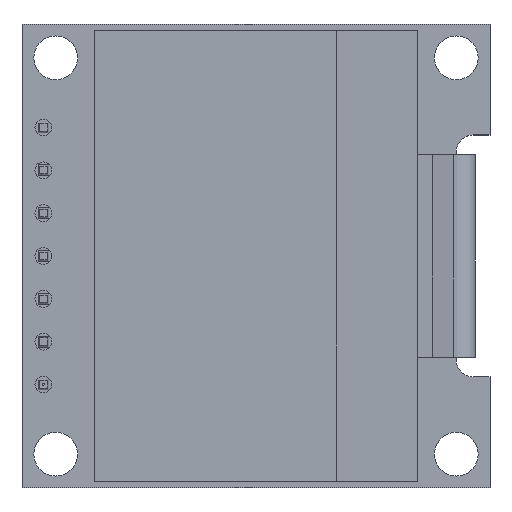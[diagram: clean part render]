
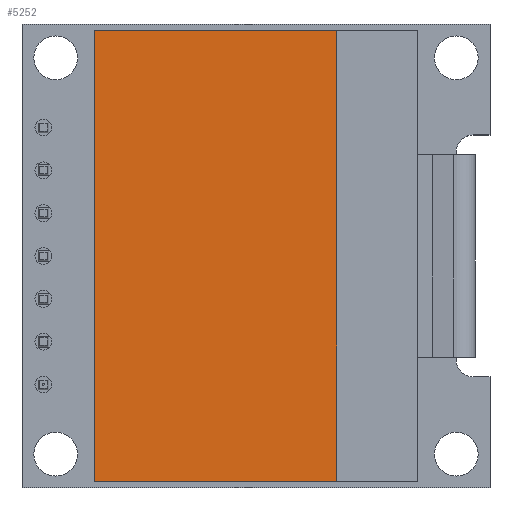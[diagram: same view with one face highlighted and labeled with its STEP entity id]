
A CAD part, top view. The second image highlights one B-rep face of the part: STEP entity #5252.
In plain terms, the highlighted planar face has unit normal (0, 0, 1).
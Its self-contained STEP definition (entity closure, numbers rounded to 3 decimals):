
#372=FACE_OUTER_BOUND('',#661,.T.);
#661=EDGE_LOOP('',(#3544,#3545,#3546,#3547));
#994=LINE('',#7232,#1678);
#996=LINE('',#7236,#1680);
#997=LINE('',#7238,#1681);
#998=LINE('',#7239,#1682);
#1678=VECTOR('',#5899,10.);
#1680=VECTOR('',#5903,10.);
#1681=VECTOR('',#5904,10.);
#1682=VECTOR('',#5905,10.);
#2362=VERTEX_POINT('',#7229);
#2363=VERTEX_POINT('',#7231);
#2364=VERTEX_POINT('',#7235);
#2365=VERTEX_POINT('',#7237);
#2822=EDGE_CURVE('',#2363,#2362,#994,.T.);
#2824=EDGE_CURVE('',#2362,#2364,#996,.T.);
#2825=EDGE_CURVE('',#2364,#2365,#997,.T.);
#2826=EDGE_CURVE('',#2365,#2363,#998,.T.);
#3544=ORIENTED_EDGE('',*,*,#2822,.T.);
#3545=ORIENTED_EDGE('',*,*,#2824,.T.);
#3546=ORIENTED_EDGE('',*,*,#2825,.T.);
#3547=ORIENTED_EDGE('',*,*,#2826,.T.);
#4981=PLANE('',#5570);
#5252=ADVANCED_FACE('',(#372),#4981,.T.);
#5570=AXIS2_PLACEMENT_3D('',#7234,#5901,#5902);
#5899=DIRECTION('',(0.,1.,0.));
#5901=DIRECTION('center_axis',(0.,0.,1.));
#5902=DIRECTION('ref_axis',(1.,0.,0.));
#5903=DIRECTION('',(-1.,0.,0.));
#5904=DIRECTION('',(0.,-1.,0.));
#5905=DIRECTION('',(1.,0.,0.));
#7229=CARTESIAN_POINT('',(-9.1,13.35,2.55));
#7231=CARTESIAN_POINT('',(-9.1,-13.35,2.55));
#7232=CARTESIAN_POINT('',(-9.1,-6.675,2.55));
#7234=CARTESIAN_POINT('Origin',(-16.275,0.,2.55));
#7235=CARTESIAN_POINT('',(-23.45,13.35,2.55));
#7236=CARTESIAN_POINT('',(-12.688,13.35,2.55));
#7237=CARTESIAN_POINT('',(-23.45,-13.35,2.55));
#7238=CARTESIAN_POINT('',(-23.45,6.675,2.55));
#7239=CARTESIAN_POINT('',(-19.863,-13.35,2.55));
